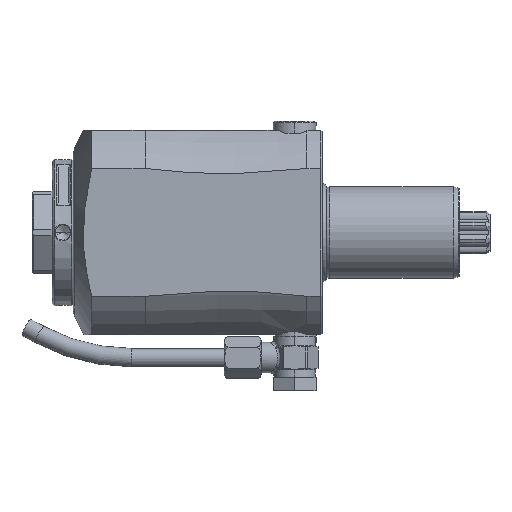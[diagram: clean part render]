
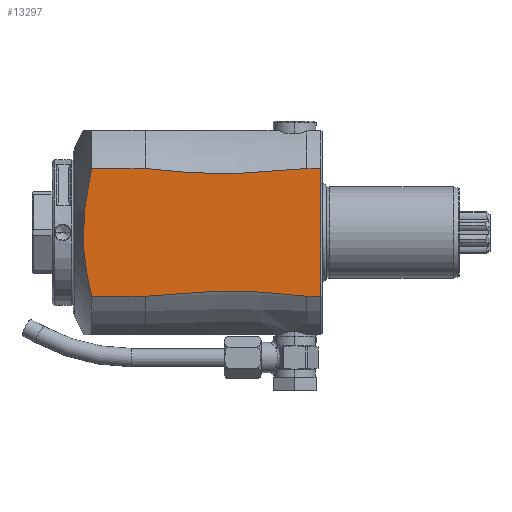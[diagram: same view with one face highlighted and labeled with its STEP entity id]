
A CAD part, top view. The second image highlights one B-rep face of the part: STEP entity #13297.
In plain terms, the highlighted planar face has unit normal (0, 0, 1).
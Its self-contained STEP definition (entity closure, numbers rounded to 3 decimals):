
#2055=DIRECTION('',(1.,0.,0.));
#2056=VECTOR('',#2055,4.5);
#2057=CARTESIAN_POINT('',(59.5,-20.928,33.5));
#2058=LINE('',#2057,#2056);
#2131=CARTESIAN_POINT('',(-11.,20.928,33.5));
#2132=CARTESIAN_POINT('',(-11.09,20.563,33.5));
#2133=CARTESIAN_POINT('',(-11.266,19.838,33.5));
#2134=CARTESIAN_POINT('',(-11.516,18.766,33.5));
#2135=CARTESIAN_POINT('',(-11.752,17.707,33.5));
#2136=CARTESIAN_POINT('',(-11.975,16.66,33.5));
#2137=CARTESIAN_POINT('',(-12.185,15.623,33.5));
#2138=CARTESIAN_POINT('',(-12.382,14.594,33.5));
#2139=CARTESIAN_POINT('',(-12.567,13.572,33.5));
#2140=CARTESIAN_POINT('',(-12.739,12.556,33.5));
#2141=CARTESIAN_POINT('',(-12.898,11.544,33.5));
#2142=CARTESIAN_POINT('',(-13.046,10.536,33.5));
#2143=CARTESIAN_POINT('',(-13.18,9.531,33.5));
#2144=CARTESIAN_POINT('',(-13.302,8.527,33.5));
#2145=CARTESIAN_POINT('',(-13.411,7.524,33.5));
#2146=CARTESIAN_POINT('',(-13.507,6.522,33.5));
#2147=CARTESIAN_POINT('',(-13.59,5.519,33.5));
#2148=CARTESIAN_POINT('',(-13.659,4.516,33.5));
#2149=CARTESIAN_POINT('',(-13.715,3.514,33.5));
#2150=CARTESIAN_POINT('',(-13.756,2.51,33.5));
#2151=CARTESIAN_POINT('',(-13.784,1.506,33.5));
#2152=CARTESIAN_POINT('',(-13.798,0.502,33.5));
#2153=CARTESIAN_POINT('',(-13.798,-0.502,33.5));
#2154=CARTESIAN_POINT('',(-13.784,-1.506,33.5));
#2155=CARTESIAN_POINT('',(-13.756,-2.51,33.5));
#2156=CARTESIAN_POINT('',(-13.715,-3.514,33.5));
#2157=CARTESIAN_POINT('',(-13.659,-4.517,33.5));
#2158=CARTESIAN_POINT('',(-13.59,-5.519,33.5));
#2159=CARTESIAN_POINT('',(-13.507,-6.522,33.5));
#2160=CARTESIAN_POINT('',(-13.411,-7.524,33.5));
#2161=CARTESIAN_POINT('',(-13.302,-8.527,
33.5));
#2162=CARTESIAN_POINT('',(-13.18,-9.531,
33.5));
#2163=CARTESIAN_POINT('',(-13.046,-10.536,
33.5));
#2164=CARTESIAN_POINT('',(-12.898,-11.544,
33.5));
#2165=CARTESIAN_POINT('',(-12.739,-12.556,
33.5));
#2166=CARTESIAN_POINT('',(-12.566,-13.572,
33.5));
#2167=CARTESIAN_POINT('',(-12.382,-14.594,
33.5));
#2168=CARTESIAN_POINT('',(-12.184,-15.623,
33.5));
#2169=CARTESIAN_POINT('',(-11.975,-16.66,
33.5));
#2170=CARTESIAN_POINT('',(-11.752,-17.707,
33.5));
#2171=CARTESIAN_POINT('',(-11.516,-18.766,
33.5));
#2172=CARTESIAN_POINT('',(-11.266,-19.838,33.5));
#2173=CARTESIAN_POINT('',(-11.09,-20.563,
33.5));
#2174=CARTESIAN_POINT('',(-11.,-20.928,
33.5));
#4240=DIRECTION('',(1.,0.,0.));
#4241=VECTOR('',#4240,4.5);
#4242=CARTESIAN_POINT('',(59.5,20.928,33.5));
#4243=LINE('',#4242,#4241);
#4272=DIRECTION('',(1.,0.,0.));
#4273=VECTOR('',#4272,17.5);
#4274=CARTESIAN_POINT('',(-11.,20.928,33.5));
#4275=LINE('',#4274,#4273);
#4276=CARTESIAN_POINT('',(59.5,20.928,33.5));
#4277=CARTESIAN_POINT('',(58.393,20.79,33.5));
#4278=CARTESIAN_POINT('',(56.172,20.527,33.5));
#4279=CARTESIAN_POINT('',(52.803,20.177,33.5));
#4280=CARTESIAN_POINT('',(49.432,19.88,33.5));
#4281=CARTESIAN_POINT('',(46.082,19.636,33.5));
#4282=CARTESIAN_POINT('',(42.775,19.449,33.5));
#4283=CARTESIAN_POINT('',(39.5,19.316,33.5));
#4284=CARTESIAN_POINT('',(36.247,19.236,33.5));
#4285=CARTESIAN_POINT('',(33.005,19.21,33.5));
#4286=CARTESIAN_POINT('',(29.762,19.236,33.5));
#4287=CARTESIAN_POINT('',(26.507,19.315,33.5));
#4288=CARTESIAN_POINT('',(23.231,19.448,33.5));
#4289=CARTESIAN_POINT('',(19.923,19.636,33.5));
#4290=CARTESIAN_POINT('',(16.571,19.879,33.5));
#4291=CARTESIAN_POINT('',(13.199,20.177,33.5));
#4292=CARTESIAN_POINT('',(9.83,20.527,33.5));
#4293=CARTESIAN_POINT('',(7.607,20.79,33.5));
#4294=CARTESIAN_POINT('',(6.5,20.928,33.5));
#4296=DIRECTION('',(0.,-1.,0.));
#4297=VECTOR('',#4296,41.857);
#4298=CARTESIAN_POINT('',(64.,20.928,33.5));
#4299=LINE('',#4298,#4297);
#4300=CARTESIAN_POINT('',(6.5,-20.928,33.5));
#4301=CARTESIAN_POINT('',(7.607,-20.79,33.5));
#4302=CARTESIAN_POINT('',(9.83,-20.527,33.5));
#4303=CARTESIAN_POINT('',(13.199,-20.177,33.5));
#4304=CARTESIAN_POINT('',(16.571,-19.879,33.5));
#4305=CARTESIAN_POINT('',(19.923,-19.636,33.5));
#4306=CARTESIAN_POINT('',(23.231,-19.448,33.5));
#4307=CARTESIAN_POINT('',(26.507,-19.315,33.5));
#4308=CARTESIAN_POINT('',(29.762,-19.236,33.5));
#4309=CARTESIAN_POINT('',(33.005,-19.21,33.5));
#4310=CARTESIAN_POINT('',(36.247,-19.236,33.5));
#4311=CARTESIAN_POINT('',(39.5,-19.316,33.5));
#4312=CARTESIAN_POINT('',(42.775,-19.449,33.5));
#4313=CARTESIAN_POINT('',(46.082,-19.636,33.5));
#4314=CARTESIAN_POINT('',(49.432,-19.88,33.5));
#4315=CARTESIAN_POINT('',(52.803,-20.177,33.5));
#4316=CARTESIAN_POINT('',(56.172,-20.527,33.5));
#4317=CARTESIAN_POINT('',(58.393,-20.79,33.5));
#4318=CARTESIAN_POINT('',(59.5,-20.928,33.5));
#4320=DIRECTION('',(-1.,0.,0.));
#4321=VECTOR('',#4320,17.5);
#4322=CARTESIAN_POINT('',(6.5,-20.928,33.5));
#4323=LINE('',#4322,#4321);
#8437=CARTESIAN_POINT('',(-11.,20.928,33.5));
#8438=VERTEX_POINT('',#8437);
#8439=CARTESIAN_POINT('',(-11.,-20.928,
33.5));
#8441=VERTEX_POINT('',#8439);
#8566=VERTEX_POINT('',#4276);
#8567=VERTEX_POINT('',#4294);
#8568=VERTEX_POINT('',#4300);
#8569=VERTEX_POINT('',#4318);
#8599=CARTESIAN_POINT('',(64.,-20.928,33.5));
#8601=VERTEX_POINT('',#8599);
#8606=CARTESIAN_POINT('',(64.,20.928,33.5));
#8608=VERTEX_POINT('',#8606);
#13280=CARTESIAN_POINT('',(9.,-33.5,33.5));
#13281=DIRECTION('',(0.,0.,1.));
#13282=DIRECTION('',(0.,1.,0.));
#13283=AXIS2_PLACEMENT_3D('',#13280,#13281,#13282);
#13284=PLANE('',#13283);
#13286=ORIENTED_EDGE('',*,*,#13285,.T.);
#13288=ORIENTED_EDGE('',*,*,#13287,.F.);
#13289=ORIENTED_EDGE('',*,*,#13219,.T.);
#13290=ORIENTED_EDGE('',*,*,#13249,.T.);
#13291=ORIENTED_EDGE('',*,*,#11230,.F.);
#13292=ORIENTED_EDGE('',*,*,#11251,.F.);
#13293=ORIENTED_EDGE('',*,*,#11277,.T.);
#13294=ORIENTED_EDGE('',*,*,#11300,.F.);
#13295=EDGE_LOOP('',(#13286,#13288,#13289,#13290,#13291,#13292,#13293,#13294));
#13296=FACE_OUTER_BOUND('',#13295,.F.);
#2175=B_SPLINE_CURVE_WITH_KNOTS('',3,(#2131,#2132,#2133,#2134,#2135,#2136,#2137,
#2138,#2139,#2140,#2141,#2142,#2143,#2144,#2145,#2146,#2147,#2148,#2149,#2150,
#2151,#2152,#2153,#2154,#2155,#2156,#2157,#2158,#2159,#2160,#2161,#2162,#2163,
#2164,#2165,#2166,#2167,#2168,#2169,#2170,#2171,#2172,#2173,#2174),
.UNSPECIFIED.,.F.,.F.,(4,1,1,1,1,1,1,1,1,1,1,1,1,1,1,1,1,1,1,1,1,1,1,1,1,1,1,1,
1,1,1,1,1,1,1,1,1,1,1,1,1,4),(0.,0.024,0.049,
0.073,0.098,0.122,0.146,
0.171,0.195,0.22,0.244,
0.268,0.293,0.317,0.341,
0.366,0.39,0.415,0.439,
0.463,0.488,0.512,0.537,
0.561,0.585,0.61,0.634,
0.659,0.683,0.707,0.732,
0.756,0.78,0.805,0.829,
0.854,0.878,0.902,0.927,
0.951,0.976,1.),.UNSPECIFIED.);
#4295=B_SPLINE_CURVE_WITH_KNOTS('',3,(#4276,#4277,#4278,#4279,#4280,#4281,#4282,
#4283,#4284,#4285,#4286,#4287,#4288,#4289,#4290,#4291,#4292,#4293,#4294),
.UNSPECIFIED.,.F.,.F.,(4,1,1,1,1,1,1,1,1,1,1,1,1,1,1,1,4),(0.,0.063,0.125,
0.188,0.25,0.313,0.375,0.438,0.5,0.563,0.625,0.688,
0.75,0.813,0.875,0.938,1.),.UNSPECIFIED.);
#4319=B_SPLINE_CURVE_WITH_KNOTS('',3,(#4300,#4301,#4302,#4303,#4304,#4305,#4306,
#4307,#4308,#4309,#4310,#4311,#4312,#4313,#4314,#4315,#4316,#4317,#4318),
.UNSPECIFIED.,.F.,.F.,(4,1,1,1,1,1,1,1,1,1,1,1,1,1,1,1,4),(0.,0.063,0.125,
0.188,0.25,0.313,0.375,0.438,0.5,0.563,0.625,0.688,
0.75,0.813,0.875,0.938,1.),.UNSPECIFIED.);
#11230=EDGE_CURVE('',#8569,#8601,#2058,.T.);
#11251=EDGE_CURVE('',#8568,#8569,#4319,.T.);
#11277=EDGE_CURVE('',#8568,#8441,#4323,.T.);
#11300=EDGE_CURVE('',#8438,#8441,#2175,.T.);
#13219=EDGE_CURVE('',#8566,#8608,#4243,.T.);
#13249=EDGE_CURVE('',#8608,#8601,#4299,.T.);
#13285=EDGE_CURVE('',#8438,#8567,#4275,.T.);
#13287=EDGE_CURVE('',#8566,#8567,#4295,.T.);
#13297=ADVANCED_FACE('',(#13296),#13284,.T.);
